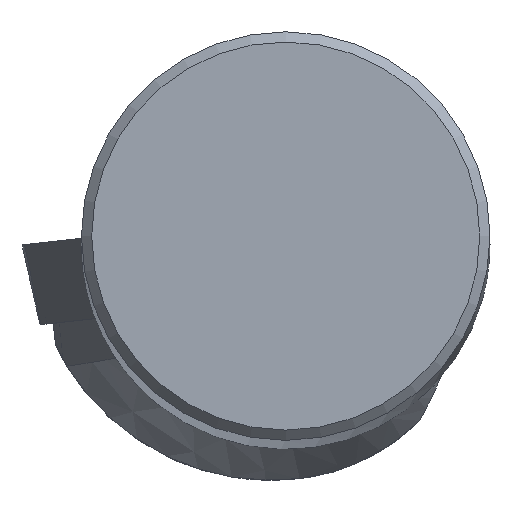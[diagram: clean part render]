
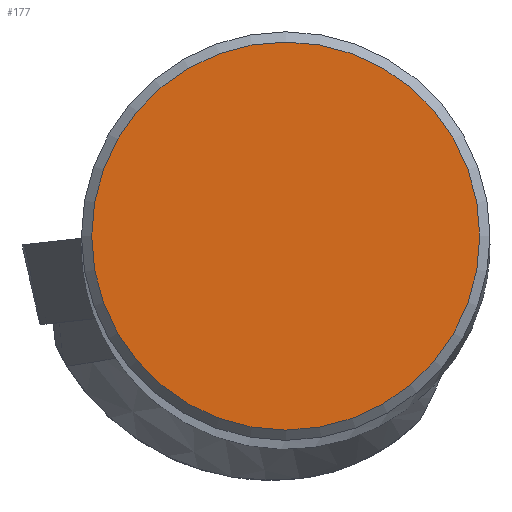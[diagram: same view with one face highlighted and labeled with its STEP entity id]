
A CAD part, top view. The second image highlights one B-rep face of the part: STEP entity #177.
In plain terms, the highlighted planar face has unit normal (0, 0, 1).
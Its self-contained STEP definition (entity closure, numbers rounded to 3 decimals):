
#140=FACE_OUTER_BOUND('',#348,.T.);
#177=ADVANCED_FACE('',(#140),#206,.T.);
#206=PLANE('',#889);
#348=EDGE_LOOP('',(#487));
#487=ORIENTED_EDGE('',*,*,#702,.T.);
#620=VERTEX_POINT('',#1488);
#702=EDGE_CURVE('',#620,#620,#746,.T.);
#746=CIRCLE('',#888,9.491);
#888=AXIS2_PLACEMENT_3D('',#1487,#1072,#1073);
#889=AXIS2_PLACEMENT_3D('',#1489,#1074,#1075);
#1072=DIRECTION('',(0.,0.,1.));
#1073=DIRECTION('',(1.,0.,0.));
#1074=DIRECTION('',(0.,0.,1.));
#1075=DIRECTION('',(1.,0.,0.));
#1487=CARTESIAN_POINT('',(0.,0.,0.));
#1488=CARTESIAN_POINT('',(9.491,0.,0.));
#1489=CARTESIAN_POINT('',(0.,0.,
0.));
